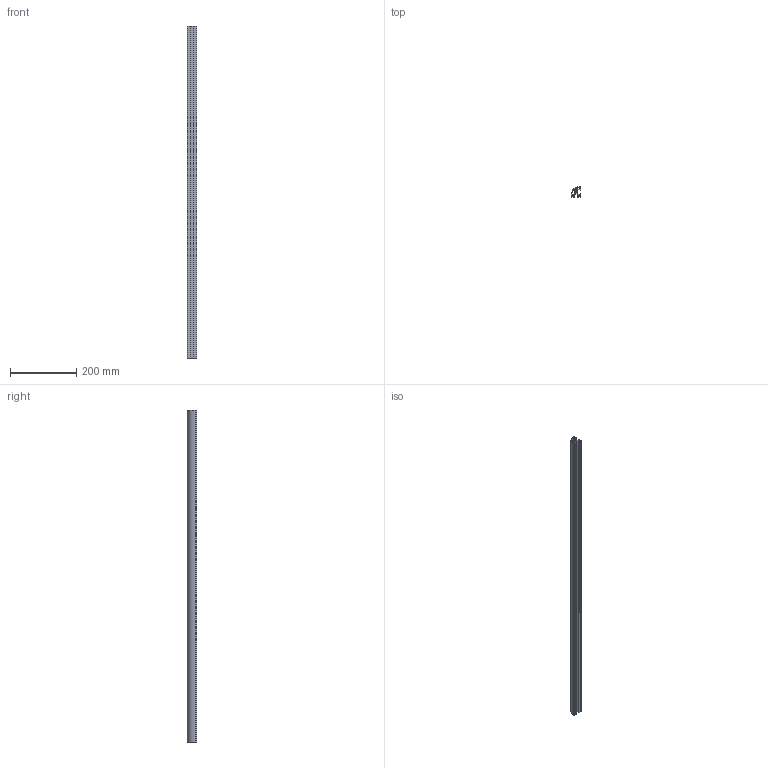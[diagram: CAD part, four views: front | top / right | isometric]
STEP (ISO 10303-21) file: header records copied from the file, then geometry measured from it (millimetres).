
FILE_DESCRIPTION(/* description */ (''),/* implementation_level */ '2;1');
FILE_NAME(/* name */ '91093_KriTec_Profil_8_Raster_30_R30-90.stp',/* time_stamp */ '2020-09-04T13:10:07+02:00',/* author */ ('Nell'),/* organization */ (''),/* preprocessor_version */ 'ST-DEVELOPER v17',/* originating_system */ 'Autodesk Inventor 2018',/* authorisation */ '');
FILE_SCHEMA (('AUTOMOTIVE_DESIGN { 1 0 10303 214 3 1 1 }'));
Length unit declared in the file: millimetre
Products named in the file (1): 91093_KriTec_Profil_8_Raster_30_R30-90
Bounding box: 30 x 30 x 1000 mm (x, y, z)
Volume: 288912.4 mm3; surface area: 309910.5 mm2
Topology: 1 solids, 1 shells, 69 faces, 201 edges, 134 vertices
Faces by surface type: plane 58, cylinder 11
Full cylindrical faces by diameter (mm): 4.3 x1
Entity records: 2312 total; most frequent: CARTESIAN_POINT 405, ORIENTED_EDGE 402, DIRECTION 363, EDGE_CURVE 201, LINE 179, VECTOR 179, VERTEX_POINT 134, AXIS2_PLACEMENT_3D 92
